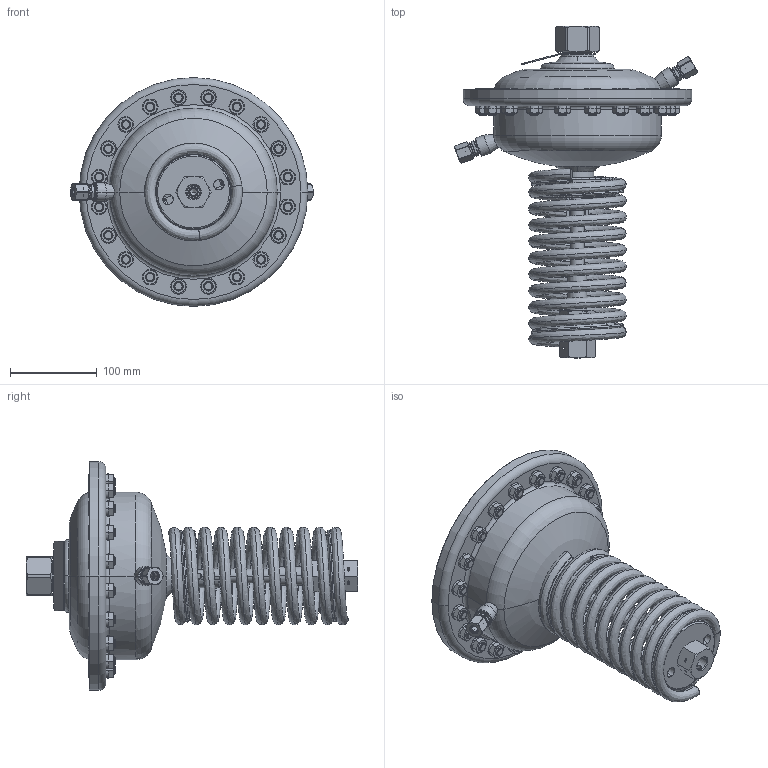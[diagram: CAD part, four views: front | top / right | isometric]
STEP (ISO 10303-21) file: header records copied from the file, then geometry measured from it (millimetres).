
FILE_DESCRIPTION((''),'2;1');
FILE_NAME('003G1021_ASM','2015-03-12T',('u317927'),('Danfoss'),'PRO/ENGINEER BY PARAMETRIC TECHNOLOGY CORPORATION, 2014000','PRO/ENGINEER BY PARAMETRIC TECHNOLOGY CORPORATION, 2014000','');
FILE_SCHEMA(('CONFIG_CONTROL_DESIGN'));
Length unit declared in the file: millimetre
Products named in the file (20): 88632910; 8863055; 88635800; 8863013; 88630820; 8539087; 88630100; 88630120_RAZTEGNJENA; 8863011; 5201750; 5181800; 5191734; TESNILO_18X14; 8863078; PRIKLJUCEK_MATICA; PRIKLJUCEK_VST; PRIKLJUCEK_3_ASM; 51950210; 88810400; 003G1021_ASM
Assembly tree (100 placements, depth 3):
  003G1021_ASM
    88632910
    8863055  x2
    88635800
    8863013
    88630820
    8539087
    88630100  x2
    88630120_RAZTEGNJENA
    8863011
    5201750  x40
    5181800  x20
    5191734  x20
    TESNILO_18X14  x2
    PRIKLJUCEK_3_ASM  x2
      8863078
      PRIKLJUCEK_MATICA
      PRIKLJUCEK_VST
    51950210
    88810400
Bounding box: 279.66 x 382.26 x 263.5 mm (x, y, z)
Volume: 1502383.1 mm3; surface area: 780561.3 mm2
Topology: 101 solids, 142 shells, 2380 faces, 5351 edges, 3270 vertices
Faces by surface type: cylinder 802, cone 664, plane 628, torus 152, bspline 106, sphere 28
Entity records: 33590 total; most frequent: CARTESIAN_POINT 12083, DIRECTION 4797, ORIENTED_EDGE 4046, AXIS2_PLACEMENT_3D 2089, EDGE_CURVE 2055, VERTEX_POINT 1264, CIRCLE 1138, EDGE_LOOP 1071
